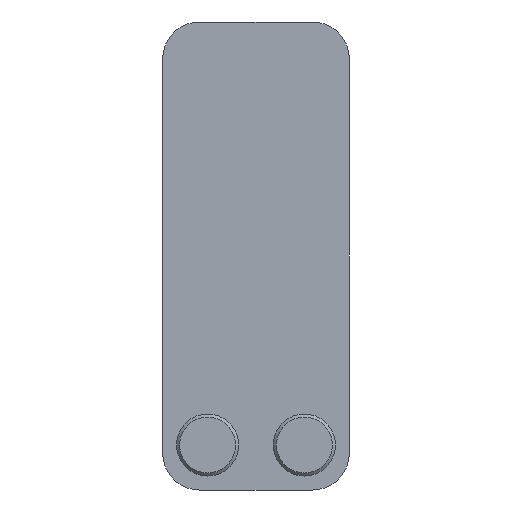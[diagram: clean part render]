
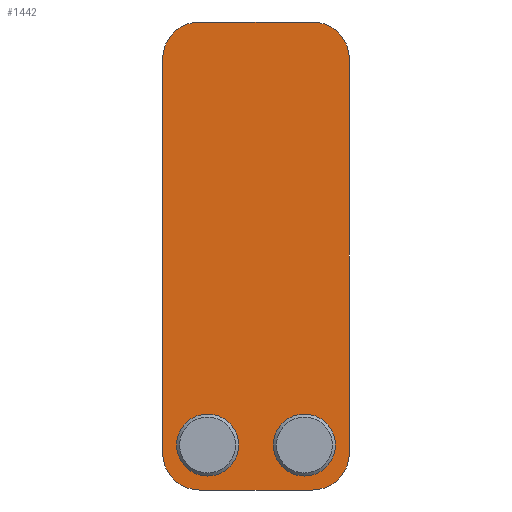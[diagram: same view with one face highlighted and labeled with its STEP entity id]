
A CAD part, front view. The second image highlights one B-rep face of the part: STEP entity #1442.
In plain terms, the highlighted planar face has unit normal (0, -1, 0).
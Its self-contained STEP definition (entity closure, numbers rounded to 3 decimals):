
#418=PLANE('',#1625);
#466=FACE_OUTER_BOUND('',#526,.T.);
#526=EDGE_LOOP('',(#1317,#1318,#1319,#1320,#1321,#1322,#1323,#1324));
#676=LINE('',#2863,#828);
#679=LINE('',#2871,#831);
#681=LINE('',#2878,#833);
#684=LINE('',#2885,#836);
#828=VECTOR('',#2079,10.);
#831=VECTOR('',#2088,10.);
#833=VECTOR('',#2096,10.);
#836=VECTOR('',#2105,10.);
#967=CIRCLE('',#1614,16.);
#968=CIRCLE('',#1617,16.);
#969=CIRCLE('',#1620,16.);
#970=CIRCLE('',#1623,16.);
#1031=VERTEX_POINT('',#2855);
#1032=VERTEX_POINT('',#2857);
#1033=VERTEX_POINT('',#2861);
#1034=VERTEX_POINT('',#2865);
#1035=VERTEX_POINT('',#2869);
#1036=VERTEX_POINT('',#2873);
#1037=VERTEX_POINT('',#2877);
#1038=VERTEX_POINT('',#2881);
#1124=EDGE_CURVE('',#1032,#1031,#967,.T.);
#1127=EDGE_CURVE('',#1031,#1033,#676,.T.);
#1129=EDGE_CURVE('',#1033,#1034,#968,.T.);
#1131=EDGE_CURVE('',#1034,#1035,#679,.T.);
#1133=EDGE_CURVE('',#1035,#1036,#969,.T.);
#1134=EDGE_CURVE('',#1037,#1032,#681,.T.);
#1136=EDGE_CURVE('',#1038,#1037,#970,.T.);
#1138=EDGE_CURVE('',#1036,#1038,#684,.T.);
#1317=ORIENTED_EDGE('',*,*,#1138,.T.);
#1318=ORIENTED_EDGE('',*,*,#1136,.T.);
#1319=ORIENTED_EDGE('',*,*,#1134,.T.);
#1320=ORIENTED_EDGE('',*,*,#1124,.T.);
#1321=ORIENTED_EDGE('',*,*,#1127,.T.);
#1322=ORIENTED_EDGE('',*,*,#1129,.T.);
#1323=ORIENTED_EDGE('',*,*,#1131,.T.);
#1324=ORIENTED_EDGE('',*,*,#1133,.T.);
#1442=ADVANCED_FACE('',(#466),#418,.T.);
#1614=AXIS2_PLACEMENT_3D('',#2858,#2073,#2074);
#1617=AXIS2_PLACEMENT_3D('',#2867,#2083,#2084);
#1620=AXIS2_PLACEMENT_3D('',#2875,#2092,#2093);
#1623=AXIS2_PLACEMENT_3D('',#2882,#2100,#2101);
#1625=AXIS2_PLACEMENT_3D('',#2886,#2106,#2107);
#2073=DIRECTION('center_axis',(0.,-1.,0.));
#2074=DIRECTION('ref_axis',(1.,0.,0.));
#2079=DIRECTION('',(-1.,0.,0.));
#2083=DIRECTION('center_axis',(0.,-1.,0.));
#2084=DIRECTION('ref_axis',(0.,0.,1.));
#2088=DIRECTION('',(0.,0.,-1.));
#2092=DIRECTION('center_axis',(0.,-1.,0.));
#2093=DIRECTION('ref_axis',(-1.,0.,0.));
#2096=DIRECTION('',(0.,0.,1.));
#2100=DIRECTION('center_axis',(0.,-1.,0.));
#2101=DIRECTION('ref_axis',(0.,0.,-1.));
#2105=DIRECTION('',(1.,0.,0.));
#2106=DIRECTION('center_axis',(0.,-1.,0.));
#2107=DIRECTION('ref_axis',(1.,0.,0.));
#2855=CARTESIAN_POINT('',(24.5,0.,203.));
#2857=CARTESIAN_POINT('',(40.5,0.,187.));
#2858=CARTESIAN_POINT('Origin',(24.5,0.,187.));
#2861=CARTESIAN_POINT('',(-24.5,0.,203.));
#2863=CARTESIAN_POINT('',(24.5,0.,203.));
#2865=CARTESIAN_POINT('',(-40.5,0.,187.));
#2867=CARTESIAN_POINT('Origin',(-24.5,0.,187.));
#2869=CARTESIAN_POINT('',(-40.5,0.,16.));
#2871=CARTESIAN_POINT('',(-40.5,0.,187.));
#2873=CARTESIAN_POINT('',(-24.5,0.,0.));
#2875=CARTESIAN_POINT('Origin',(-24.5,0.,16.));
#2877=CARTESIAN_POINT('',(40.5,0.,16.));
#2878=CARTESIAN_POINT('',(40.5,0.,16.));
#2881=CARTESIAN_POINT('',(24.5,0.,0.));
#2882=CARTESIAN_POINT('Origin',(24.5,0.,16.));
#2885=CARTESIAN_POINT('',(-24.5,0.,0.));
#2886=CARTESIAN_POINT('Origin',(0.,0.,
101.5));
